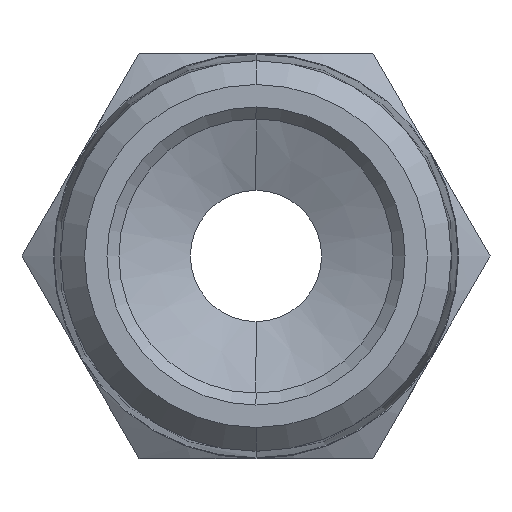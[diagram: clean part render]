
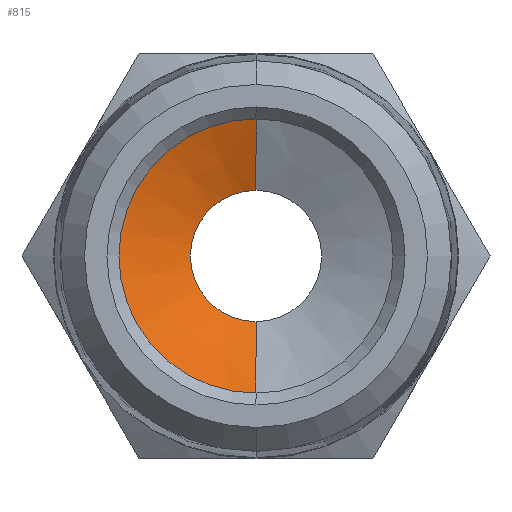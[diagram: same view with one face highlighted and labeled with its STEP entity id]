
A CAD part, front view. The second image highlights one B-rep face of the part: STEP entity #815.
In plain terms, the highlighted conical face has half-angle 68 degrees and reference radius 5.75 mm.
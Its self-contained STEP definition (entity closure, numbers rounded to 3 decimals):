
#19 = EDGE_LOOP ( 'NONE', ( #120, #122, #121, #123 ) ) ;
#54 = VERTEX_POINT ( 'NONE', #502 ) ;
#55 = VERTEX_POINT ( 'NONE', #503 ) ;
#60 = VERTEX_POINT ( 'NONE', #508 ) ;
#67 = VERTEX_POINT ( 'NONE', #901 ) ;
#120 = ORIENTED_EDGE ( 'NONE', *, *, #751, .T. ) ;
#121 = ORIENTED_EDGE ( 'NONE', *, *, #748, .F. ) ;
#122 = ORIENTED_EDGE ( 'NONE', *, *, #750, .T. ) ;
#123 = ORIENTED_EDGE ( 'NONE', *, *, #752, .F. ) ;
#370 = LINE ( 'NONE', #963, #521 ) ;
#371 = LINE ( 'NONE', #968, #523 ) ;
#430 = FACE_OUTER_BOUND ( 'NONE', #19, .T. ) ;
#502 = CARTESIAN_POINT ( 'NONE',  ( 0., -31.5, -5.75 ) ) ;
#503 = CARTESIAN_POINT ( 'NONE',  ( 0., -30.288, -2.75 ) ) ;
#508 = CARTESIAN_POINT ( 'NONE',  ( 0., -30.288, 2.75 ) ) ;
#516 = CIRCLE ( 'NONE', #518, 5.75 ) ;
#518 = AXIS2_PLACEMENT_3D ( 'NONE', #958, #959, #960 ) ;
#520 = CIRCLE ( 'NONE', #522, 2.75 ) ;
#521 = VECTOR ( 'NONE', #964, 1000. ) ;
#522 = AXIS2_PLACEMENT_3D ( 'NONE', #965, #966, #967 ) ;
#523 = VECTOR ( 'NONE', #969, 1000. ) ;
#637 = AXIS2_PLACEMENT_3D ( 'NONE', #1153, #1154, #1155 ) ;
#641 = CONICAL_SURFACE ( 'NONE', #637, 5.75, 1.187 ) ;
#748 = EDGE_CURVE ( 'NONE', #54, #67, #516, .T. ) ;
#750 = EDGE_CURVE ( 'NONE', #60, #67, #370, .T. ) ;
#751 = EDGE_CURVE ( 'NONE', #55, #60, #520, .T. ) ;
#752 = EDGE_CURVE ( 'NONE', #55, #54, #371, .T. ) ;
#815 = ADVANCED_FACE ( 'NONE', ( #430 ), #641, .F. ) ;
#901 = CARTESIAN_POINT ( 'NONE',  ( 0., -31.5, 5.75 ) ) ;
#958 = CARTESIAN_POINT ( 'NONE',  ( 0., -31.5, 0. ) ) ;
#959 = DIRECTION ( 'NONE',  ( 0., 1., 0. ) ) ;
#960 = DIRECTION ( 'NONE',  ( 0., 0., 1. ) ) ;
#963 = CARTESIAN_POINT ( 'NONE',  ( 0., -31.5, 5.75 ) ) ;
#964 = DIRECTION ( 'NONE',  ( 0., -0.375, 0.927 ) ) ;
#965 = CARTESIAN_POINT ( 'NONE',  ( 0., -30.288, 0. ) ) ;
#966 = DIRECTION ( 'NONE',  ( 0., 1., 0. ) ) ;
#967 = DIRECTION ( 'NONE',  ( 0., 0., 1. ) ) ;
#968 = CARTESIAN_POINT ( 'NONE',  ( 0., -31.5, -5.75 ) ) ;
#969 = DIRECTION ( 'NONE',  ( 0., -0.375, -0.927 ) ) ;
#1153 = CARTESIAN_POINT ( 'NONE',  ( 0., -31.5, 0. ) ) ;
#1154 = DIRECTION ( 'NONE',  ( 0., -1., 0. ) ) ;
#1155 = DIRECTION ( 'NONE',  ( 0., 0., -1. ) ) ;
